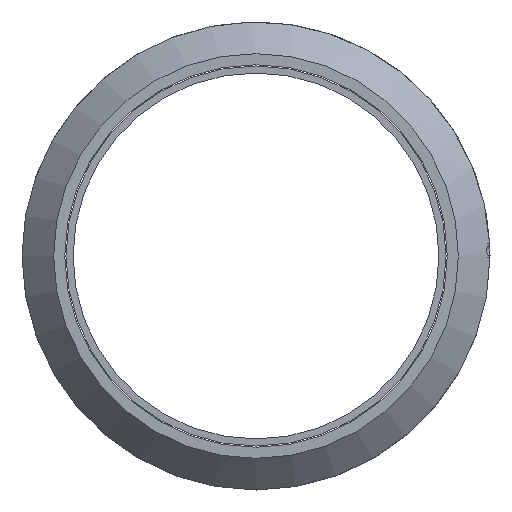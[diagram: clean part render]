
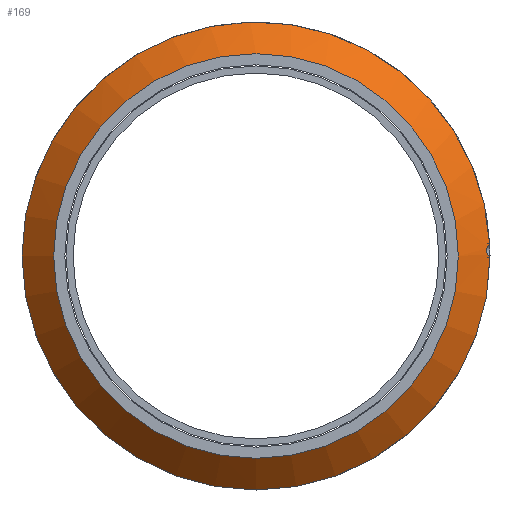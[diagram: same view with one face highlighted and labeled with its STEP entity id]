
A CAD part, left-side view. The second image highlights one B-rep face of the part: STEP entity #169.
In plain terms, the highlighted conical face has half-angle 45 degrees and reference radius 62 mm.
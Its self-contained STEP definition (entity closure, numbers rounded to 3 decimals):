
#24=CONICAL_SURFACE($,#192,62.,45.);
#30=CIRCLE($,#185,66.5);
#34=CIRCLE($,#191,57.5);
#46=FACE_BOUND($,#78,.T.);
#64=FACE_OUTER_BOUND($,#77,.T.);
#77=EDGE_LOOP($,(#138,#139));
#78=EDGE_LOOP($,(#140));
#96=B_SPLINE_CURVE_WITH_KNOTS($,3,(#276,#277,#278,#279,#280,#281,#282,#283,
#284,#285,#286,#287,#288,#289),.UNSPECIFIED.,.F.,.F.,(4,2,2,2,2,2,4),(0.889,
0.967,1.04,1.114,1.186,1.258,
1.345),.UNSPECIFIED.);
#99=VERTEX_POINT($,#274);
#100=VERTEX_POINT($,#275);
#105=VERTEX_POINT($,#362);
#113=EDGE_CURVE($,#99,#100,#96,.T.);
#116=EDGE_CURVE($,#99,#100,#30,.T.);
#120=EDGE_CURVE($,#105,#105,#34,.T.);
#138=ORIENTED_EDGE($,*,*,#113,.T.);
#139=ORIENTED_EDGE($,*,*,#116,.F.);
#140=ORIENTED_EDGE($,*,*,#120,.T.);
#169=ADVANCED_FACE($,(#64,#46),#24,.T.);
#185=AXIS2_PLACEMENT_3D($,#353,#218,#219);
#191=AXIS2_PLACEMENT_3D($,#363,#230,#231);
#192=AXIS2_PLACEMENT_3D($,#364,#232,#233);
#218=DIRECTION('center_axis',(1.,0.,0.));
#219=DIRECTION('ref_axis',(0.,1.,0.));
#230=DIRECTION('center_axis',(1.,0.,0.));
#231=DIRECTION('ref_axis',(0.,1.,0.));
#232=DIRECTION('center_axis',(1.,0.,0.));
#233=DIRECTION('ref_axis',(0.,1.,0.));
#274=CARTESIAN_POINT('',(-41.,-66.5,-0.232));
#275=CARTESIAN_POINT('',(-41.,-66.421,3.232));
#276=CARTESIAN_POINT('Ctrl Pts',(-41.,-66.5,-0.232));
#277=CARTESIAN_POINT('Ctrl Pts',(-41.181,-66.319,-0.128));
#278=CARTESIAN_POINT('Ctrl Pts',(-41.349,-66.151,0.008));
#279=CARTESIAN_POINT('Ctrl Pts',(-41.628,-65.871,0.321));
#280=CARTESIAN_POINT('Ctrl Pts',(-41.758,-65.741,0.516));
#281=CARTESIAN_POINT('Ctrl Pts',(-41.941,-65.552,0.961));
#282=CARTESIAN_POINT('Ctrl Pts',(-41.994,-65.495,1.211));
#283=CARTESIAN_POINT('Ctrl Pts',(-42.005,-65.474,1.696));
#284=CARTESIAN_POINT('Ctrl Pts',(-41.964,-65.507,1.947));
#285=CARTESIAN_POINT('Ctrl Pts',(-41.801,-65.655,2.402));
#286=CARTESIAN_POINT('Ctrl Pts',(-41.68,-65.769,2.604));
#287=CARTESIAN_POINT('Ctrl Pts',(-41.393,-66.041,2.956));
#288=CARTESIAN_POINT('Ctrl Pts',(-41.204,-66.223,3.114));
#289=CARTESIAN_POINT('Ctrl Pts',(-41.,-66.421,3.232));
#353=CARTESIAN_POINT('Origin',(-41.,0.,0.));
#362=CARTESIAN_POINT('',(-50.,57.5,0.));
#363=CARTESIAN_POINT('Origin',(-50.,0.,0.));
#364=CARTESIAN_POINT('Origin',(-45.5,0.,0.));
